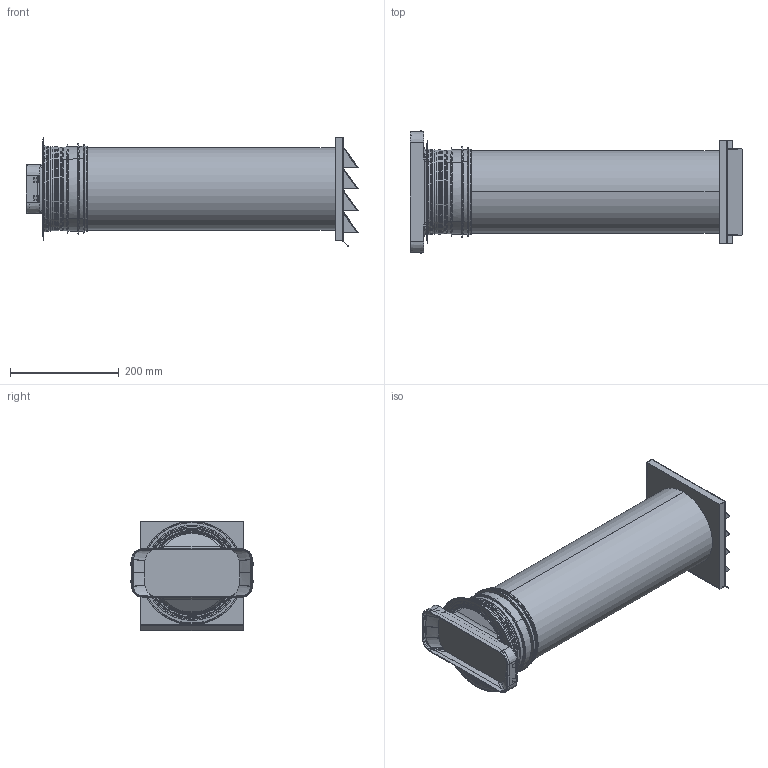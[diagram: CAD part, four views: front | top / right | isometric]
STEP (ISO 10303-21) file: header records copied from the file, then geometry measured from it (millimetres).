
FILE_DESCRIPTION(('STEP AP214'),'1');
FILE_NAME('4051079_V P-Klima E flow 150 Mauerkasten.STP','2023-11-03T07:29:18',(' '),(' '),'Spatial InterOp 3D',' ',' ');
FILE_SCHEMA(('AUTOMOTIVE_DESIGN { 1 0 10303 214 1 1 1 1 }'));
Length unit declared in the file: millimetre
Products named in the file (14): ASSEM1; 4051079_V P-Klima E flow 150 Mauerkasten
Assembly tree (13 placements, depth 5):
  4051079_V P-Klima E flow 150 Mauerkasten
    (unnamed)
      (unnamed)
        ASSEM1
      (unnamed)
        ASSEM1
      (unnamed)
        ASSEM1
      (unnamed)
        (unnamed)
          ASSEM1
          (unnamed)
          (unnamed)
          (unnamed)
Bounding box: 610.47 x 227 x 201.41 mm (x, y, z)
Volume: 1372862.3 mm3; surface area: 1049429 mm2
Topology: 7 solids, 7 shells, 1350 faces, 3485 edges, 2157 vertices
Faces by surface type: cylinder 372, plane 310, revolution 310, torus 150, bspline 136, cone 64, sphere 8
Entity records: 55990 total; most frequent: CARTESIAN_POINT 24640, ORIENTED_EDGE 6930, DIRECTION 5691, EDGE_CURVE 3465, VERTEX_POINT 2157, AXIS2_PLACEMENT_3D 2155, B_SPLINE_CURVE_WITH_KNOTS 1469, EDGE_LOOP 1404
